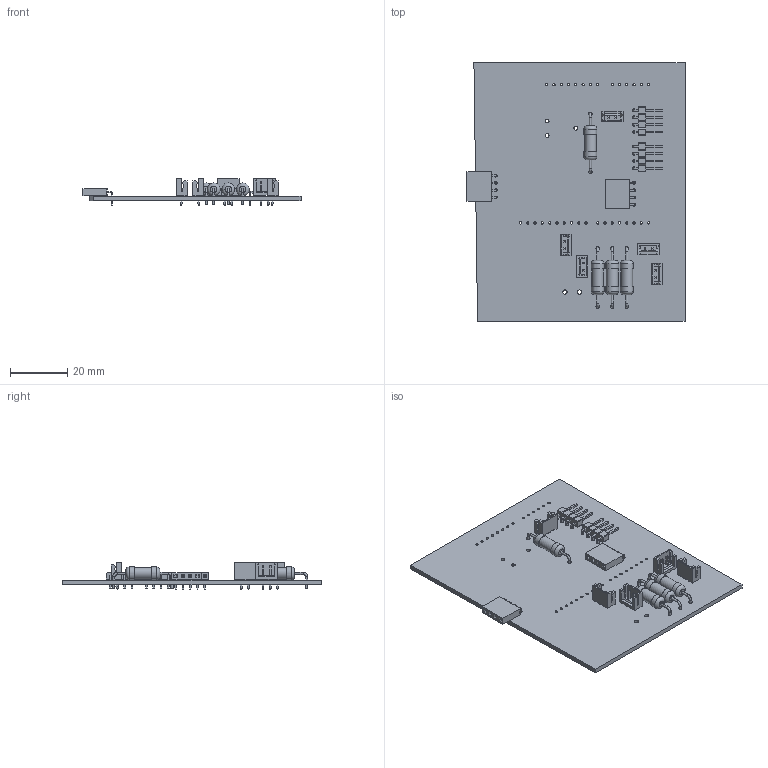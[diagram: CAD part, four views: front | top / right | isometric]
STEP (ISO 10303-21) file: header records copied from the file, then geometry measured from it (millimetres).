
FILE_DESCRIPTION(('KiCad electronic assembly'),'2;1');
FILE_NAME('heating.step','2020-04-30T22:27:26',('An Author'),( 'A Company'),'Open CASCADE STEP processor 6.9', 'KiCad to STEP converter','Unknown');
FILE_SCHEMA(('AUTOMOTIVE_DESIGN { 1 0 10303 214 1 1 1 1 }'));
Length unit declared in the file: millimetre
Products named in the file (10): Open CASCADE STEP translator 6.9 1; JST_EH_B2B-EH-A_1x02_P2.50mm_Vertical; SOLID; R_Axial_DIN0414_L11.9mm_D4.5mm_P20.32mm_Horizontal; PinSocket_1x04_P2.54mm_Horizontal; PinHeader_1x04_P2.54mm_Horizontal; COMPOUND
Assembly tree (18 placements, depth 3):
  Open CASCADE STEP translator 6.9 1
    JST_EH_B2B-EH-A_1x02_P2.50mm_Vertical  x5
      SOLID
    R_Axial_DIN0414_L11.9mm_D4.5mm_P20.32mm_Horizontal  x4
      SOLID
    PinSocket_1x04_P2.54mm_Horizontal  x2
      SOLID
    PinHeader_1x04_P2.54mm_Horizontal  x2
      SOLID
    COMPOUND
Bounding box: 76.07 x 90.17 x 9.3 mm (x, y, z)
Volume: 12115.7 mm3; surface area: 17431.1 mm2
Topology: 14 solids, 14 shells, 1079 faces, 2765 edges, 1790 vertices
Faces by surface type: plane 940, cylinder 123, torus 16
Full cylindrical faces by diameter (mm): 0.8 x48, 1 x26, 1.2 x8, 1.3 x3, 1.52 x2, 4.05 x4, 4.5 x8
Entity records: 31644 total; most frequent: CARTESIAN_POINT 5653, DIRECTION 4352, LINE 3048, VECTOR 3048, ORIENTED_EDGE 2276, PCURVE 2276, DEFINITIONAL_REPRESENTATION 2276, EDGE_CURVE 1138
